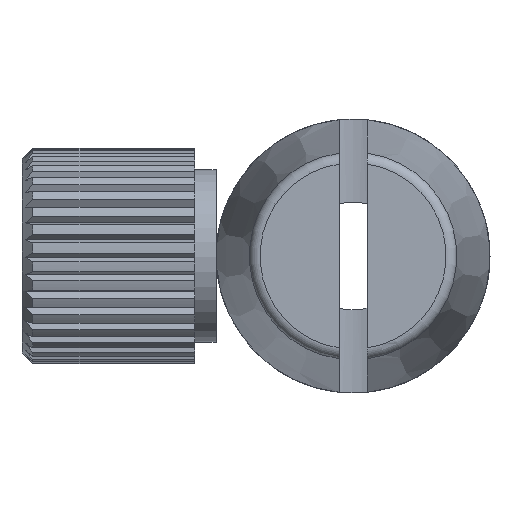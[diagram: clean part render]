
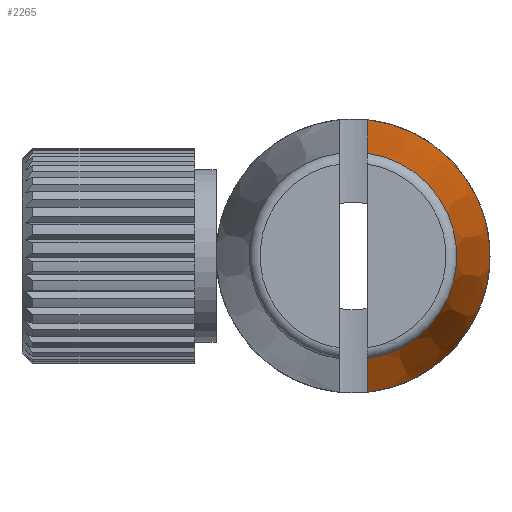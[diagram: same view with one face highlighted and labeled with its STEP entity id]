
A CAD part, left-side view. The second image highlights one B-rep face of the part: STEP entity #2265.
In plain terms, the highlighted conical face has half-angle 7.722 degrees and reference radius 6.35 mm.
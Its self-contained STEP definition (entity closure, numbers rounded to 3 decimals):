
#446 = DIRECTION ( 'NONE',  ( 0., 0., -1. ) ) ;
#450 = DIRECTION ( 'NONE',  ( 1., 0., 0. ) ) ;
#453 = CARTESIAN_POINT ( 'NONE',  ( -21.362, -2.668, 0. ) ) ;
#458 = CARTESIAN_POINT ( 'NONE',  ( -32.729, -3.318, -4.765 ) ) ;
#493 = CARTESIAN_POINT ( 'NONE',  ( -21.362, -3.318, -6.317 ) ) ;
#494 = CARTESIAN_POINT ( 'NONE',  ( -21.362, -3.318, 6.317 ) ) ;
#495 = CARTESIAN_POINT ( 'NONE',  ( -32.729, -3.318, 4.765 ) ) ;
#705 = AXIS2_PLACEMENT_3D ( 'NONE', #453, #450, #446 ) ;
#749 = AXIS2_PLACEMENT_3D ( 'NONE', #1579, #1580, #1581 ) ;
#751 = AXIS2_PLACEMENT_3D ( 'NONE', #1603, #1604, #1605 ) ;
#928 = CIRCLE ( 'NONE', #749, 6.35 ) ;
#930 = CIRCLE ( 'NONE', #751, 4.809 ) ;
#1206 = ORIENTED_EDGE ( 'NONE', *, *, #3809, .F. ) ;
#1207 = ORIENTED_EDGE ( 'NONE', *, *, #3805, .T. ) ;
#1208 = ORIENTED_EDGE ( 'NONE', *, *, #3804, .T. ) ;
#1209 = ORIENTED_EDGE ( 'NONE', *, *, #3803, .T. ) ;
#1564 = CARTESIAN_POINT ( 'NONE',  ( -21.362, -3.318, 6.317 ) ) ;
#1565 = CARTESIAN_POINT ( 'NONE',  ( -21.776, -3.318, 6.26 ) ) ;
#1569 = CARTESIAN_POINT ( 'NONE',  ( -22.19, -3.318, 6.204 ) ) ;
#1570 = CARTESIAN_POINT ( 'NONE',  ( -22.604, -3.318, 6.147 ) ) ;
#1571 = CARTESIAN_POINT ( 'NONE',  ( -25.514, -3.318, 5.751 ) ) ;
#1572 = CARTESIAN_POINT ( 'NONE',  ( -28.425, -3.318, 5.353 ) ) ;
#1573 = CARTESIAN_POINT ( 'NONE',  ( -31.335, -3.318, 4.955 ) ) ;
#1574 = CARTESIAN_POINT ( 'NONE',  ( -31.8, -3.318, 4.892 ) ) ;
#1575 = CARTESIAN_POINT ( 'NONE',  ( -32.264, -3.318, 4.828 ) ) ;
#1576 = CARTESIAN_POINT ( 'NONE',  ( -32.729, -3.318, 4.765 ) ) ;
#1577 = CARTESIAN_POINT ( 'NONE',  ( -32.729, -3.318, -4.765 ) ) ;
#1578 = CARTESIAN_POINT ( 'NONE',  ( -32.264, -3.318, -4.828 ) ) ;
#1579 = CARTESIAN_POINT ( 'NONE',  ( -21.362, -2.668, 0. ) ) ;
#1580 = DIRECTION ( 'NONE',  ( -1., 0., 0. ) ) ;
#1581 = DIRECTION ( 'NONE',  ( 0., 0., 1. ) ) ;
#1582 = CARTESIAN_POINT ( 'NONE',  ( -31.8, -3.318, -4.892 ) ) ;
#1583 = CARTESIAN_POINT ( 'NONE',  ( -31.335, -3.318, -4.955 ) ) ;
#1584 = CARTESIAN_POINT ( 'NONE',  ( -28.425, -3.318, -5.353 ) ) ;
#1585 = CARTESIAN_POINT ( 'NONE',  ( -25.514, -3.318, -5.751 ) ) ;
#1586 = CARTESIAN_POINT ( 'NONE',  ( -22.604, -3.318, -6.147 ) ) ;
#1587 = CARTESIAN_POINT ( 'NONE',  ( -22.19, -3.318, -6.204 ) ) ;
#1588 = CARTESIAN_POINT ( 'NONE',  ( -21.776, -3.318, -6.26 ) ) ;
#1589 = CARTESIAN_POINT ( 'NONE',  ( -21.362, -3.318, -6.317 ) ) ;
#1603 = CARTESIAN_POINT ( 'NONE',  ( -32.729, -2.668, 0. ) ) ;
#1604 = DIRECTION ( 'NONE',  ( -1., 0., 0. ) ) ;
#1605 = DIRECTION ( 'NONE',  ( 0., 0., 1. ) ) ;
#2265 = ADVANCED_FACE ( 'NONE', ( #4720 ), #4724, .T. ) ;
#2753 = VERTEX_POINT ( 'NONE', #458 ) ;
#3114 = VERTEX_POINT ( 'NONE', #493 ) ;
#3115 = VERTEX_POINT ( 'NONE', #494 ) ;
#3116 = VERTEX_POINT ( 'NONE', #495 ) ;
#3314 = EDGE_LOOP ( 'NONE', ( #1206, #1207, #1208, #1209 ) ) ;
#3454 = B_SPLINE_CURVE_WITH_KNOTS ( 'NONE', 3,
 ( #1564, #1565, #1569, #1570, #1571, #1572, #1573, #1574, #1575, #1576 ),
 .UNSPECIFIED., .F., .F.,
 ( 4, 3, 3, 4 ),
 ( 0.03, 0.031, 0.04, 0.042 ),
 .UNSPECIFIED. ) ;
#3455 = B_SPLINE_CURVE_WITH_KNOTS ( 'NONE', 3,
 ( #1577, #1578, #1582, #1583, #1584, #1585, #1586, #1587, #1588, #1589 ),
 .UNSPECIFIED., .F., .F.,
 ( 4, 3, 3, 4 ),
 ( 0.007, 0.009, 0.018, 0.019 ),
 .UNSPECIFIED. ) ;
#3803 = EDGE_CURVE ( 'NONE', #3115, #3116, #3454, .T. ) ;
#3804 = EDGE_CURVE ( 'NONE', #3114, #3115, #928, .T. ) ;
#3805 = EDGE_CURVE ( 'NONE', #2753, #3114, #3455, .T. ) ;
#3809 = EDGE_CURVE ( 'NONE', #2753, #3116, #930, .T. ) ;
#4720 = FACE_OUTER_BOUND ( 'NONE', #3314, .T. ) ;
#4724 = CONICAL_SURFACE ( 'NONE', #705, 6.35, 0.135 ) ;
